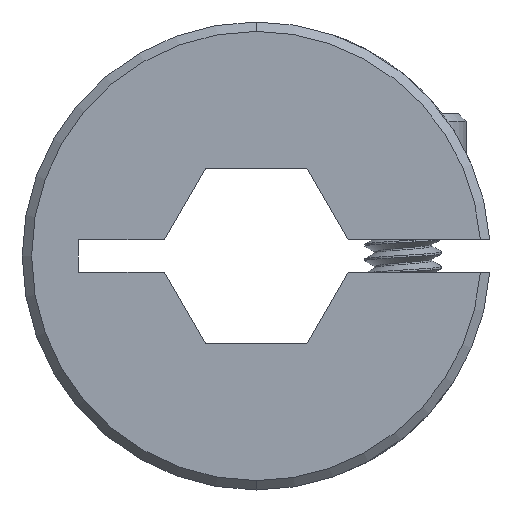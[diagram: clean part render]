
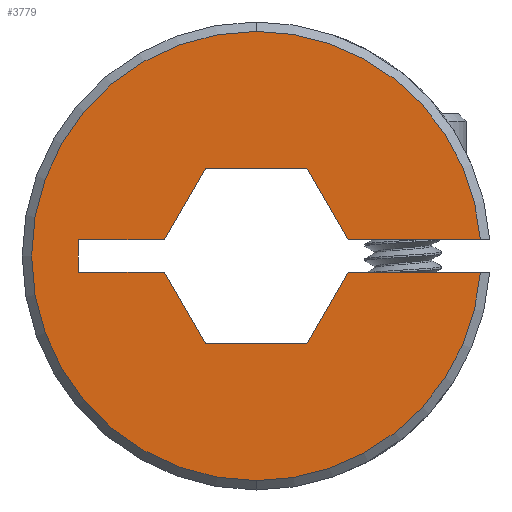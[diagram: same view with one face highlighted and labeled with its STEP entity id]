
A CAD part, front view. The second image highlights one B-rep face of the part: STEP entity #3779.
In plain terms, the highlighted planar face has unit normal (0, -1, 0).
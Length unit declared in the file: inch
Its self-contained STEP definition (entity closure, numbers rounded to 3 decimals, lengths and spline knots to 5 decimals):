
#10 = ORIENTED_EDGE ( 'NONE', *, *, #2274, .T. ) ;
#17 = CARTESIAN_POINT ( 'NONE',  ( 0., 0., -0.48 ) ) ;
#54 = ORIENTED_EDGE ( 'NONE', *, *, #1214, .T. ) ;
#72 = CARTESIAN_POINT ( 'NONE',  ( 0.1963, 0., -0.035 ) ) ;
#100 = VECTOR ( 'NONE', #478, 39.37008 ) ;
#160 = DIRECTION ( 'NONE',  ( 0., 0., 1. ) ) ;
#426 = CARTESIAN_POINT ( 'NONE',  ( -0.10825, 0., 0.1875 ) ) ;
#459 = VECTOR ( 'NONE', #4803, 39.37008 ) ;
#478 = DIRECTION ( 'NONE',  ( -1., 0., 0. ) ) ;
#481 = CARTESIAN_POINT ( 'NONE',  ( -0.21651, 0., 0. ) ) ;
#492 = CARTESIAN_POINT ( 'NONE',  ( -0.38, 0., -0.035 ) ) ;
#520 = DIRECTION ( 'NONE',  ( 0., 0., 1. ) ) ;
#583 = VERTEX_POINT ( 'NONE', #72 ) ;
#597 = CARTESIAN_POINT ( 'NONE',  ( -0.38, 0., -0.035 ) ) ;
#649 = ORIENTED_EDGE ( 'NONE', *, *, #2252, .T. ) ;
#660 = EDGE_CURVE ( 'NONE', #2587, #2204, #2694, .T. ) ;
#677 = EDGE_CURVE ( 'NONE', #3617, #4512, #1466, .T. ) ;
#690 = EDGE_CURVE ( 'NONE', #4512, #583, #2639, .T. ) ;
#710 = CARTESIAN_POINT ( 'NONE',  ( -0.1963, 0., -0.035 ) ) ;
#714 = AXIS2_PLACEMENT_3D ( 'NONE', #3599, #3214, #160 ) ;
#757 = VERTEX_POINT ( 'NONE', #426 ) ;
#852 = CARTESIAN_POINT ( 'NONE',  ( 0.47872, 0., -0.035 ) ) ;
#879 = LINE ( 'NONE', #481, #1836 ) ;
#1013 = CARTESIAN_POINT ( 'NONE',  ( -0.38, 0., 0.035 ) ) ;
#1112 = ORIENTED_EDGE ( 'NONE', *, *, #2131, .T. ) ;
#1144 = CARTESIAN_POINT ( 'NONE',  ( 0.1963, 0., 0.035 ) ) ;
#1166 = DIRECTION ( 'NONE',  ( 0.5, 0., 0.866 ) ) ;
#1169 = EDGE_CURVE ( 'NONE', #1913, #3360, #1773, .T. ) ;
#1191 = CARTESIAN_POINT ( 'NONE',  ( 0., 0., 0. ) ) ;
#1196 = EDGE_CURVE ( 'NONE', #3964, #1400, #3418, .T. ) ;
#1214 = EDGE_CURVE ( 'NONE', #3360, #3304, #2851, .T. ) ;
#1235 = DIRECTION ( 'NONE',  ( -0.5, 0., 0.866 ) ) ;
#1296 = AXIS2_PLACEMENT_3D ( 'NONE', #3096, #1638, #2046 ) ;
#1305 = CARTESIAN_POINT ( 'NONE',  ( 0.10825, 0., 0.1875 ) ) ;
#1374 = DIRECTION ( 'NONE',  ( 1., 0., 0. ) ) ;
#1400 = VERTEX_POINT ( 'NONE', #3118 ) ;
#1466 = CIRCLE ( 'NONE', #4049, 0.48 ) ;
#1513 = EDGE_LOOP ( 'NONE', ( #10, #4255, #2681, #3269, #3874, #1112, #3131, #1897, #649, #2748, #54, #3972, #3757, #4591 ) ) ;
#1524 = CARTESIAN_POINT ( 'NONE',  ( 0.47872, 0., 0.035 ) ) ;
#1638 = DIRECTION ( 'NONE',  ( 0., -1., 0. ) ) ;
#1667 = DIRECTION ( 'NONE',  ( 1., 0., 0. ) ) ;
#1773 = LINE ( 'NONE', #2768, #3763 ) ;
#1779 = VERTEX_POINT ( 'NONE', #4375 ) ;
#1787 = AXIS2_PLACEMENT_3D ( 'NONE', #1191, #3445, #4175 ) ;
#1836 = VECTOR ( 'NONE', #1166, 39.37008 ) ;
#1878 = LINE ( 'NONE', #3515, #3038 ) ;
#1884 = LINE ( 'NONE', #3144, #4607 ) ;
#1897 = ORIENTED_EDGE ( 'NONE', *, *, #660, .T. ) ;
#1913 = VERTEX_POINT ( 'NONE', #597 ) ;
#2021 = VECTOR ( 'NONE', #1235, 39.37008 ) ;
#2046 = DIRECTION ( 'NONE',  ( 0., 0., 1. ) ) ;
#2131 = EDGE_CURVE ( 'NONE', #583, #1779, #1878, .T. ) ;
#2204 = VERTEX_POINT ( 'NONE', #710 ) ;
#2242 = CARTESIAN_POINT ( 'NONE',  ( -0.1963, 0., 0.035 ) ) ;
#2252 = EDGE_CURVE ( 'NONE', #2204, #1913, #3298, .T. ) ;
#2274 = EDGE_CURVE ( 'NONE', #3125, #3964, #1884, .T. ) ;
#2296 = PLANE ( 'NONE',  #714 ) ;
#2335 = CARTESIAN_POINT ( 'NONE',  ( 0.54814, 0., 0.035 ) ) ;
#2421 = VECTOR ( 'NONE', #1374, 39.37008 ) ;
#2587 = VERTEX_POINT ( 'NONE', #3359 ) ;
#2616 = VECTOR ( 'NONE', #1667, 39.37008 ) ;
#2639 = LINE ( 'NONE', #492, #100 ) ;
#2681 = ORIENTED_EDGE ( 'NONE', *, *, #4562, .T. ) ;
#2687 = LINE ( 'NONE', #2808, #4577 ) ;
#2694 = LINE ( 'NONE', #4216, #2021 ) ;
#2720 = CARTESIAN_POINT ( 'NONE',  ( 0., 0., 0. ) ) ;
#2748 = ORIENTED_EDGE ( 'NONE', *, *, #1169, .T. ) ;
#2757 = LINE ( 'NONE', #1305, #459 ) ;
#2768 = CARTESIAN_POINT ( 'NONE',  ( -0.38, 0., -0.035 ) ) ;
#2779 = VERTEX_POINT ( 'NONE', #3212 ) ;
#2808 = CARTESIAN_POINT ( 'NONE',  ( 0.10825, 0., -0.1875 ) ) ;
#2851 = LINE ( 'NONE', #2335, #2421 ) ;
#2875 = FACE_OUTER_BOUND ( 'NONE', #1513, .T. ) ;
#2887 = DIRECTION ( 'NONE',  ( -1., 0., 0. ) ) ;
#3029 = CARTESIAN_POINT ( 'NONE',  ( -0.38, 0., -0.035 ) ) ;
#3031 = DIRECTION ( 'NONE',  ( -1., 0., 0. ) ) ;
#3038 = VECTOR ( 'NONE', #3833, 39.37008 ) ;
#3096 = CARTESIAN_POINT ( 'NONE',  ( 0., 0., 0. ) ) ;
#3105 = EDGE_CURVE ( 'NONE', #1779, #2587, #2687, .T. ) ;
#3118 = CARTESIAN_POINT ( 'NONE',  ( 0., 0., 0.48 ) ) ;
#3125 = VERTEX_POINT ( 'NONE', #1144 ) ;
#3128 = DIRECTION ( 'NONE',  ( 0., 0., 1. ) ) ;
#3131 = ORIENTED_EDGE ( 'NONE', *, *, #3105, .T. ) ;
#3144 = CARTESIAN_POINT ( 'NONE',  ( 0.54814, 0., 0.035 ) ) ;
#3169 = VECTOR ( 'NONE', #3031, 39.37008 ) ;
#3212 = CARTESIAN_POINT ( 'NONE',  ( 0.10825, 0., 0.1875 ) ) ;
#3214 = DIRECTION ( 'NONE',  ( 0., 1., 0. ) ) ;
#3237 = EDGE_CURVE ( 'NONE', #2779, #3125, #2757, .T. ) ;
#3269 = ORIENTED_EDGE ( 'NONE', *, *, #677, .T. ) ;
#3298 = LINE ( 'NONE', #3029, #3169 ) ;
#3304 = VERTEX_POINT ( 'NONE', #2242 ) ;
#3359 = CARTESIAN_POINT ( 'NONE',  ( -0.10825, 0., -0.1875 ) ) ;
#3360 = VERTEX_POINT ( 'NONE', #1013 ) ;
#3376 = DIRECTION ( 'NONE',  ( 1., 0., 0. ) ) ;
#3418 = CIRCLE ( 'NONE', #1296, 0.48 ) ;
#3445 = DIRECTION ( 'NONE',  ( 0., -1., 0. ) ) ;
#3515 = CARTESIAN_POINT ( 'NONE',  ( 0.21651, 0., 0. ) ) ;
#3537 = DIRECTION ( 'NONE',  ( 0., -1., 0. ) ) ;
#3599 = CARTESIAN_POINT ( 'NONE',  ( 0., 0., 0. ) ) ;
#3617 = VERTEX_POINT ( 'NONE', #17 ) ;
#3708 = CIRCLE ( 'NONE', #1787, 0.48 ) ;
#3757 = ORIENTED_EDGE ( 'NONE', *, *, #4331, .T. ) ;
#3763 = VECTOR ( 'NONE', #520, 39.37008 ) ;
#3779 = ADVANCED_FACE ( 'NONE', ( #2875 ), #2296, .F. ) ;
#3799 = EDGE_CURVE ( 'NONE', #3304, #757, #879, .T. ) ;
#3833 = DIRECTION ( 'NONE',  ( -0.5, 0., -0.866 ) ) ;
#3874 = ORIENTED_EDGE ( 'NONE', *, *, #690, .T. ) ;
#3925 = CARTESIAN_POINT ( 'NONE',  ( -0.10825, 0., 0.1875 ) ) ;
#3964 = VERTEX_POINT ( 'NONE', #1524 ) ;
#3972 = ORIENTED_EDGE ( 'NONE', *, *, #3799, .T. ) ;
#4049 = AXIS2_PLACEMENT_3D ( 'NONE', #2720, #3537, #3128 ) ;
#4175 = DIRECTION ( 'NONE',  ( 0., 0., 1. ) ) ;
#4216 = CARTESIAN_POINT ( 'NONE',  ( -0.10825, 0., -0.1875 ) ) ;
#4255 = ORIENTED_EDGE ( 'NONE', *, *, #1196, .T. ) ;
#4331 = EDGE_CURVE ( 'NONE', #757, #2779, #4564, .T. ) ;
#4375 = CARTESIAN_POINT ( 'NONE',  ( 0.10825, 0., -0.1875 ) ) ;
#4512 = VERTEX_POINT ( 'NONE', #852 ) ;
#4562 = EDGE_CURVE ( 'NONE', #1400, #3617, #3708, .T. ) ;
#4564 = LINE ( 'NONE', #3925, #2616 ) ;
#4577 = VECTOR ( 'NONE', #2887, 39.37008 ) ;
#4591 = ORIENTED_EDGE ( 'NONE', *, *, #3237, .T. ) ;
#4607 = VECTOR ( 'NONE', #3376, 39.37008 ) ;
#4803 = DIRECTION ( 'NONE',  ( 0.5, 0., -0.866 ) ) ;
